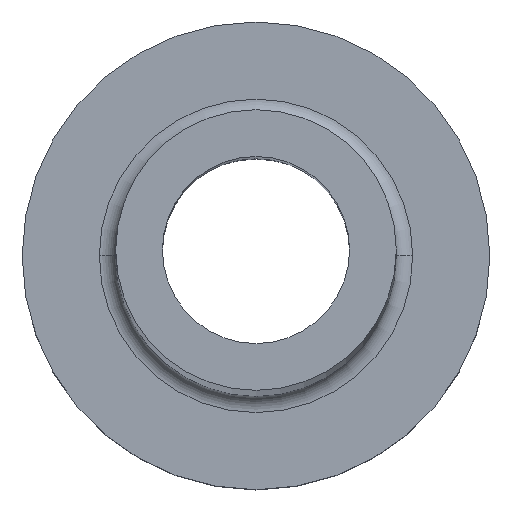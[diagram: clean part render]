
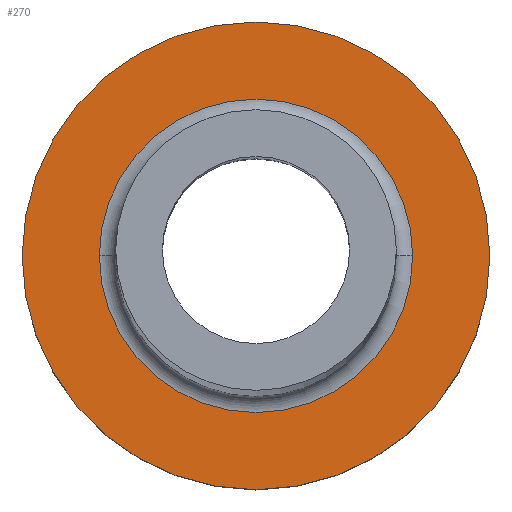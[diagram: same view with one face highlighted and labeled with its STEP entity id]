
A CAD part, top view. The second image highlights one B-rep face of the part: STEP entity #270.
In plain terms, the highlighted planar face has unit normal (0, 0, 1).
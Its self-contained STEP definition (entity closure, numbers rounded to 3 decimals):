
#7 = CARTESIAN_POINT ( 'NONE',  ( 0., 0., 7. ) ) ;
#11 = ORIENTED_EDGE ( 'NONE', *, *, #305, .T. ) ;
#15 = EDGE_LOOP ( 'NONE', ( #11, #417 ) ) ;
#16 = EDGE_CURVE ( 'NONE', #354, #322, #129, .T. ) ;
#24 = CARTESIAN_POINT ( 'NONE',  ( 0., 0., 7. ) ) ;
#69 = VERTEX_POINT ( 'NONE', #229 ) ;
#70 = DIRECTION ( 'NONE',  ( 0., 0., -1. ) ) ;
#88 = AXIS2_PLACEMENT_3D ( 'NONE', #7, #70, #455 ) ;
#96 = AXIS2_PLACEMENT_3D ( 'NONE', #380, #199, #301 ) ;
#115 = AXIS2_PLACEMENT_3D ( 'NONE', #319, #246, #139 ) ;
#129 = CIRCLE ( 'NONE', #88, 6.7 ) ;
#139 = DIRECTION ( 'NONE',  ( 1., 0., 0. ) ) ;
#173 = CIRCLE ( 'NONE', #115, 6.7 ) ;
#182 = EDGE_LOOP ( 'NONE', ( #232, #407 ) ) ;
#199 = DIRECTION ( 'NONE',  ( 0., 0., 1. ) ) ;
#221 = CARTESIAN_POINT ( 'NONE',  ( 0., 0., 7. ) ) ;
#229 = CARTESIAN_POINT ( 'NONE',  ( -10., 0., 7. ) ) ;
#232 = ORIENTED_EDGE ( 'NONE', *, *, #16, .T. ) ;
#246 = DIRECTION ( 'NONE',  ( 0., 0., -1. ) ) ;
#253 = VERTEX_POINT ( 'NONE', #289 ) ;
#270 = ADVANCED_FACE ( 'NONE', ( #292, #438 ), #295, .T. ) ;
#287 = CIRCLE ( 'NONE', #96, 10. ) ;
#289 = CARTESIAN_POINT ( 'NONE',  ( 10., 0., 7. ) ) ;
#292 = FACE_BOUND ( 'NONE', #182, .T. ) ;
#295 = PLANE ( 'NONE',  #403 ) ;
#301 = DIRECTION ( 'NONE',  ( 1., 0., 0. ) ) ;
#305 = EDGE_CURVE ( 'NONE', #69, #253, #287, .T. ) ;
#310 = CIRCLE ( 'NONE', #339, 10. ) ;
#319 = CARTESIAN_POINT ( 'NONE',  ( 0., 0., 7. ) ) ;
#322 = VERTEX_POINT ( 'NONE', #340 ) ;
#339 = AXIS2_PLACEMENT_3D ( 'NONE', #221, #408, #437 ) ;
#340 = CARTESIAN_POINT ( 'NONE',  ( -6.7, 0., 7. ) ) ;
#354 = VERTEX_POINT ( 'NONE', #365 ) ;
#361 = EDGE_CURVE ( 'NONE', #253, #69, #310, .T. ) ;
#365 = CARTESIAN_POINT ( 'NONE',  ( 6.7, 0., 7. ) ) ;
#380 = CARTESIAN_POINT ( 'NONE',  ( 0., 0., 7. ) ) ;
#403 = AXIS2_PLACEMENT_3D ( 'NONE', #24, #443, #446 ) ;
#407 = ORIENTED_EDGE ( 'NONE', *, *, #444, .T. ) ;
#408 = DIRECTION ( 'NONE',  ( 0., 0., 1. ) ) ;
#417 = ORIENTED_EDGE ( 'NONE', *, *, #361, .T. ) ;
#437 = DIRECTION ( 'NONE',  ( 1., 0., 0. ) ) ;
#438 = FACE_OUTER_BOUND ( 'NONE', #15, .T. ) ;
#443 = DIRECTION ( 'NONE',  ( 0., 0., 1. ) ) ;
#444 = EDGE_CURVE ( 'NONE', #322, #354, #173, .T. ) ;
#446 = DIRECTION ( 'NONE',  ( 1., 0., 0. ) ) ;
#455 = DIRECTION ( 'NONE',  ( 1., 0., 0. ) ) ;
